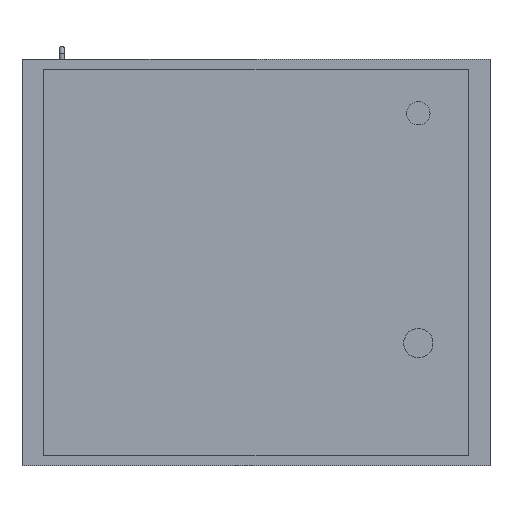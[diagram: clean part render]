
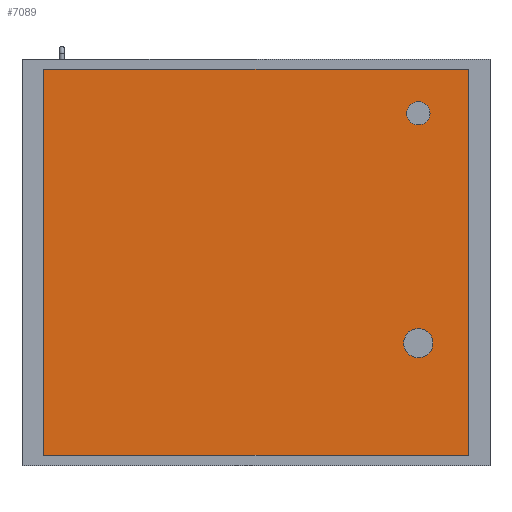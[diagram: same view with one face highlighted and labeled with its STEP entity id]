
A CAD part, front view. The second image highlights one B-rep face of the part: STEP entity #7089.
In plain terms, the highlighted planar face has unit normal (0, -1, 0).
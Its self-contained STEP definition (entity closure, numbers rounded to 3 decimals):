
#55=FACE_BOUND('',#793,.T.);
#56=FACE_BOUND('',#794,.T.);
#71=CIRCLE('',#7560,20.);
#73=CIRCLE('',#7564,25.);
#367=FACE_OUTER_BOUND('',#792,.T.);
#792=EDGE_LOOP('',(#4735,#4736,#4737,#4738));
#793=EDGE_LOOP('',(#4739));
#794=EDGE_LOOP('',(#4740));
#1239=LINE('',#10267,#2103);
#1242=LINE('',#10273,#2106);
#1245=LINE('',#10279,#2109);
#1248=LINE('',#10283,#2112);
#2103=VECTOR('',#8214,10.);
#2106=VECTOR('',#8219,10.);
#2109=VECTOR('',#8224,10.);
#2112=VECTOR('',#8229,10.);
#2948=VERTEX_POINT('',#10224);
#2950=VERTEX_POINT('',#10231);
#2961=VERTEX_POINT('',#10264);
#2962=VERTEX_POINT('',#10266);
#2964=VERTEX_POINT('',#10272);
#2966=VERTEX_POINT('',#10278);
#3639=EDGE_CURVE('',#2948,#2948,#71,.T.);
#3642=EDGE_CURVE('',#2950,#2950,#73,.T.);
#3657=EDGE_CURVE('',#2962,#2961,#1239,.T.);
#3660=EDGE_CURVE('',#2964,#2962,#1242,.T.);
#3663=EDGE_CURVE('',#2966,#2964,#1245,.T.);
#3666=EDGE_CURVE('',#2961,#2966,#1248,.T.);
#4735=ORIENTED_EDGE('',*,*,#3666,.T.);
#4736=ORIENTED_EDGE('',*,*,#3663,.T.);
#4737=ORIENTED_EDGE('',*,*,#3660,.T.);
#4738=ORIENTED_EDGE('',*,*,#3657,.T.);
#4739=ORIENTED_EDGE('',*,*,#3639,.T.);
#4740=ORIENTED_EDGE('',*,*,#3642,.T.);
#6739=PLANE('',#7576);
#7089=ADVANCED_FACE('',(#367,#55,#56),#6739,.T.);
#7560=AXIS2_PLACEMENT_3D('',#10226,#8175,#8176);
#7564=AXIS2_PLACEMENT_3D('',#10233,#8184,#8185);
#7576=AXIS2_PLACEMENT_3D('',#10285,#8232,#8233);
#8175=DIRECTION('center_axis',(0.,1.,0.));
#8176=DIRECTION('ref_axis',(1.,0.,0.));
#8184=DIRECTION('center_axis',(0.,1.,0.));
#8185=DIRECTION('ref_axis',(1.,0.,0.));
#8214=DIRECTION('',(-1.,0.,0.));
#8219=DIRECTION('',(0.,0.,1.));
#8224=DIRECTION('',(1.,0.,0.));
#8229=DIRECTION('',(0.,0.,-1.));
#8232=DIRECTION('center_axis',(0.,-1.,0.));
#8233=DIRECTION('ref_axis',(0.,0.,-1.));
#10224=CARTESIAN_POINT('',(257.5,-370.,255.));
#10226=CARTESIAN_POINT('Origin',(277.5,-370.,255.));
#10231=CARTESIAN_POINT('',(252.5,-370.,-138.));
#10233=CARTESIAN_POINT('Origin',(277.5,-370.,-138.));
#10264=CARTESIAN_POINT('',(-362.5,-370.,330.));
#10266=CARTESIAN_POINT('',(362.5,-370.,330.));
#10267=CARTESIAN_POINT('',(-362.5,-370.,330.));
#10272=CARTESIAN_POINT('',(362.5,-370.,-330.));
#10273=CARTESIAN_POINT('',(362.5,-370.,330.));
#10278=CARTESIAN_POINT('',(-362.5,-370.,-330.));
#10279=CARTESIAN_POINT('',(362.5,-370.,-330.));
#10283=CARTESIAN_POINT('',(-362.5,-370.,-330.));
#10285=CARTESIAN_POINT('Origin',(0.,-370.,0.));
